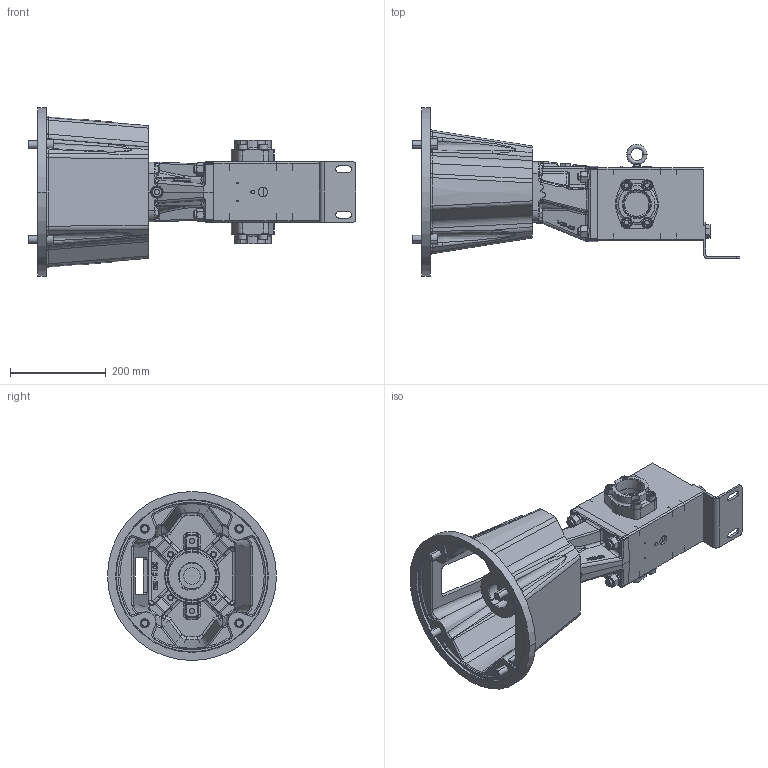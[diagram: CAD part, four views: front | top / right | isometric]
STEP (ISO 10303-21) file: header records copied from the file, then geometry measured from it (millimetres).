
FILE_DESCRIPTION (( 'STEP AP214' ), '1' );
FILE_NAME ('GPV-1026-051-U.STEP', '2019-05-23T18:00:36', ( '' ), ( '' ), 'SwSTEP 2.0', 'SolidWorks 2018', '' );
FILE_SCHEMA (( 'AUTOMOTIVE_DESIGN' ));
Length unit declared in the file: inch
Products named in the file (1): GPV-1026-051-U
Bounding box: 685.47 x 353.31 x 353.31 mm (x, y, z)
Volume: 10112009.1 mm3; surface area: 1081619.2 mm2
Topology: 24 solids, 24 shells, 2942 faces, 7137 edges, 4372 vertices
Faces by surface type: plane 1016, cylinder 757, bspline 617, cone 434, torus 86, sphere 32
Entity records: 159633 total; most frequent: CARTESIAN_POINT 57131, ORIENTED_EDGE 14210, DIRECTION 12023, EDGE_CURVE 7105, AXIS2_PLACEMENT_3D 4485, VERTEX_POINT 4372, EDGE_LOOP 3179, VECTOR 3053
